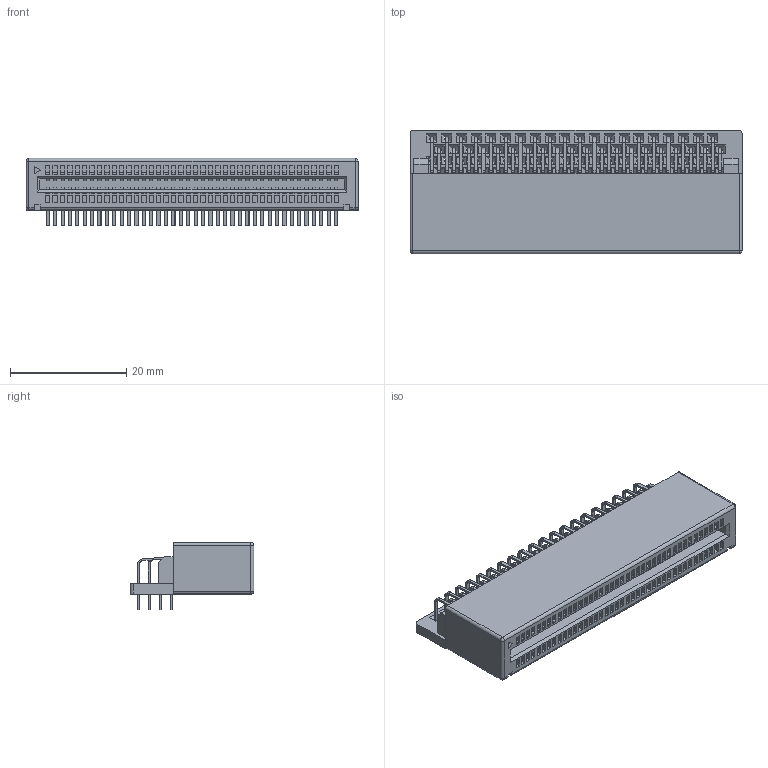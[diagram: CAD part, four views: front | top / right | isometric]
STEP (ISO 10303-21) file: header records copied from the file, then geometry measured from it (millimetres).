
FILE_DESCRIPTION(('STEP AP214'),'1');
FILE_NAME('CardEdge80p127.stp','2019-04-13T12:43:43',(' '),(' '),'Spatial InterOp 3D',' ',' ');
FILE_SCHEMA(('automotive_design'));
Length unit declared in the file: millimetre
Products named in the file (11): 80-pin card edge connector 1.27mm pitch; Housing; PinAligner; Pins row 4; Pin4; Pins row 3; Pin3; Pins row 2; Pin2; Pins row 1; Pin1
Assembly tree (86 placements, depth 3):
  80-pin card edge connector 1.27mm pitch
    Housing
    PinAligner
    Pins row 4
      Pin4  x20
    Pins row 3
      Pin3  x20
    Pins row 2
      Pin2  x20
    Pins row 1
      Pin1  x20
Bounding box: 57 x 21.25 x 11.57 mm (x, y, z)
Volume: 6631.7 mm3; surface area: 11027.4 mm2
Topology: 82 solids, 82 shells, 2409 faces, 6211 edges, 4026 vertices
Faces by surface type: plane 2013, cylinder 352, bspline 40, sphere 4
Entity records: 44644 total; most frequent: CARTESIAN_POINT 6125, ORIENTED_EDGE 5916, DIRECTION 5538, EDGE_CURVE 2958, LINE 2896, VECTOR 2896, VERTEX_POINT 1860, EDGE_LOOP 1398
